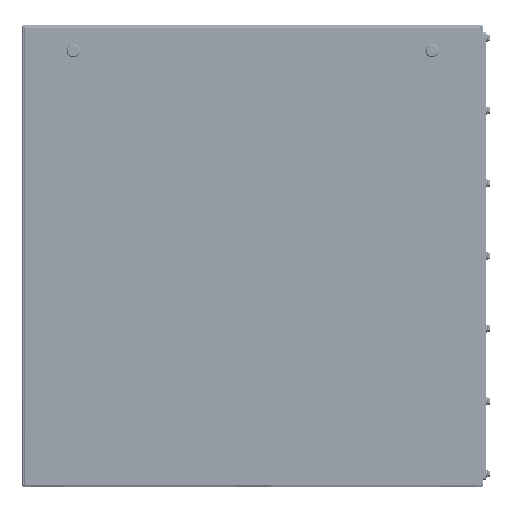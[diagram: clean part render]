
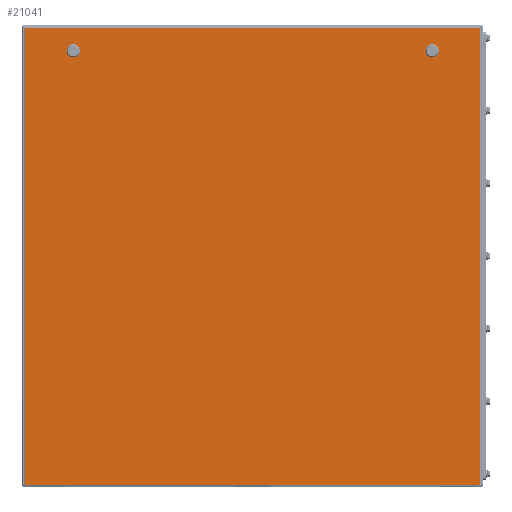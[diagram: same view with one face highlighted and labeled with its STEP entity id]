
A CAD part, top view. The second image highlights one B-rep face of the part: STEP entity #21041.
In plain terms, the highlighted face is planar.
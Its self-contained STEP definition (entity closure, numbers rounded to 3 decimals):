
#829=FACE_BOUND('',#3241,.T.);
#830=FACE_BOUND('',#3242,.T.);
#1516=PLANE('',#22750);
#2042=FACE_OUTER_BOUND('',#3240,.T.);
#3240=EDGE_LOOP('',(#13984,#13985,#13986,#13987));
#3241=EDGE_LOOP('',(#13988,#13989,#13990,#13991,#13992,#13993,#13994,#13995));
#3242=EDGE_LOOP('',(#13996,#13997,#13998,#13999,#14000,#14001,#14002,#14003));
#4559=LINE('',#31095,#6081);
#4563=LINE('',#31107,#6085);
#4567=LINE('',#31119,#6089);
#4571=LINE('',#31129,#6093);
#4575=LINE('',#31143,#6097);
#4579=LINE('',#31155,#6101);
#4583=LINE('',#31167,#6105);
#4587=LINE('',#31177,#6109);
#4637=LINE('',#31295,#6159);
#4643=LINE('',#31377,#6165);
#4658=LINE('',#31477,#6180);
#4673=LINE('',#31576,#6195);
#6081=VECTOR('',#24981,0.394);
#6085=VECTOR('',#24993,0.394);
#6089=VECTOR('',#25005,0.394);
#6093=VECTOR('',#25017,0.394);
#6097=VECTOR('',#25029,0.394);
#6101=VECTOR('',#25041,0.394);
#6105=VECTOR('',#25053,0.394);
#6109=VECTOR('',#25065,0.394);
#6159=VECTOR('',#25161,0.394);
#6165=VECTOR('',#25173,0.394);
#6180=VECTOR('',#25202,0.394);
#6195=VECTOR('',#25231,0.394);
#7601=CIRCLE('',#22674,0.453);
#7603=CIRCLE('',#22678,0.453);
#7605=CIRCLE('',#22682,0.453);
#7607=CIRCLE('',#22686,0.453);
#7609=CIRCLE('',#22690,0.453);
#7611=CIRCLE('',#22694,0.453);
#7613=CIRCLE('',#22698,0.453);
#7615=CIRCLE('',#22702,0.453);
#8672=VERTEX_POINT('',#31086);
#8673=VERTEX_POINT('',#31088);
#8675=VERTEX_POINT('',#31094);
#8677=VERTEX_POINT('',#31100);
#8679=VERTEX_POINT('',#31106);
#8681=VERTEX_POINT('',#31112);
#8683=VERTEX_POINT('',#31118);
#8685=VERTEX_POINT('',#31124);
#8688=VERTEX_POINT('',#31134);
#8689=VERTEX_POINT('',#31136);
#8691=VERTEX_POINT('',#31142);
#8693=VERTEX_POINT('',#31148);
#8695=VERTEX_POINT('',#31154);
#8697=VERTEX_POINT('',#31160);
#8699=VERTEX_POINT('',#31166);
#8701=VERTEX_POINT('',#31172);
#8738=VERTEX_POINT('',#31286);
#8739=VERTEX_POINT('',#31294);
#8744=VERTEX_POINT('',#31369);
#8754=VERTEX_POINT('',#31469);
#10627=EDGE_CURVE('',#8673,#8672,#7601,.T.);
#10630=EDGE_CURVE('',#8675,#8673,#4559,.T.);
#10633=EDGE_CURVE('',#8677,#8675,#7603,.T.);
#10636=EDGE_CURVE('',#8679,#8677,#4563,.T.);
#10639=EDGE_CURVE('',#8681,#8679,#7605,.T.);
#10642=EDGE_CURVE('',#8683,#8681,#4567,.T.);
#10645=EDGE_CURVE('',#8685,#8683,#7607,.T.);
#10648=EDGE_CURVE('',#8672,#8685,#4571,.T.);
#10651=EDGE_CURVE('',#8689,#8688,#7609,.T.);
#10654=EDGE_CURVE('',#8691,#8689,#4575,.T.);
#10657=EDGE_CURVE('',#8693,#8691,#7611,.T.);
#10660=EDGE_CURVE('',#8695,#8693,#4579,.T.);
#10663=EDGE_CURVE('',#8697,#8695,#7613,.T.);
#10666=EDGE_CURVE('',#8699,#8697,#4583,.T.);
#10669=EDGE_CURVE('',#8701,#8699,#7615,.T.);
#10672=EDGE_CURVE('',#8688,#8701,#4587,.T.);
#10727=EDGE_CURVE('',#8739,#8738,#4637,.T.);
#10737=EDGE_CURVE('',#8738,#8744,#4643,.T.);
#10756=EDGE_CURVE('',#8744,#8754,#4658,.T.);
#10775=EDGE_CURVE('',#8754,#8739,#4673,.T.);
#13984=ORIENTED_EDGE('',*,*,#10727,.T.);
#13985=ORIENTED_EDGE('',*,*,#10737,.T.);
#13986=ORIENTED_EDGE('',*,*,#10756,.T.);
#13987=ORIENTED_EDGE('',*,*,#10775,.T.);
#13988=ORIENTED_EDGE('',*,*,#10627,.T.);
#13989=ORIENTED_EDGE('',*,*,#10648,.T.);
#13990=ORIENTED_EDGE('',*,*,#10645,.T.);
#13991=ORIENTED_EDGE('',*,*,#10642,.T.);
#13992=ORIENTED_EDGE('',*,*,#10639,.T.);
#13993=ORIENTED_EDGE('',*,*,#10636,.T.);
#13994=ORIENTED_EDGE('',*,*,#10633,.T.);
#13995=ORIENTED_EDGE('',*,*,#10630,.T.);
#13996=ORIENTED_EDGE('',*,*,#10651,.T.);
#13997=ORIENTED_EDGE('',*,*,#10672,.T.);
#13998=ORIENTED_EDGE('',*,*,#10669,.T.);
#13999=ORIENTED_EDGE('',*,*,#10666,.T.);
#14000=ORIENTED_EDGE('',*,*,#10663,.T.);
#14001=ORIENTED_EDGE('',*,*,#10660,.T.);
#14002=ORIENTED_EDGE('',*,*,#10657,.T.);
#14003=ORIENTED_EDGE('',*,*,#10654,.T.);
#21041=ADVANCED_FACE('',(#2042,#829,#830),#1516,.F.);
#22674=AXIS2_PLACEMENT_3D('',#31089,#24975,#24976);
#22678=AXIS2_PLACEMENT_3D('',#31101,#24987,#24988);
#22682=AXIS2_PLACEMENT_3D('',#31113,#24999,#25000);
#22686=AXIS2_PLACEMENT_3D('',#31125,#25011,#25012);
#22690=AXIS2_PLACEMENT_3D('',#31137,#25023,#25024);
#22694=AXIS2_PLACEMENT_3D('',#31149,#25035,#25036);
#22698=AXIS2_PLACEMENT_3D('',#31161,#25047,#25048);
#22702=AXIS2_PLACEMENT_3D('',#31173,#25059,#25060);
#22750=AXIS2_PLACEMENT_3D('',#31662,#25256,#25257);
#24975=DIRECTION('center_axis',(0.,0.,1.));
#24976=DIRECTION('ref_axis',(-0.469,-0.883,0.));
#24981=DIRECTION('',(0.,1.,0.));
#24987=DIRECTION('center_axis',(0.,0.,1.));
#24988=DIRECTION('ref_axis',(-0.883,0.469,0.));
#24993=DIRECTION('',(1.,0.,0.));
#24999=DIRECTION('center_axis',(0.,0.,1.));
#25000=DIRECTION('ref_axis',(0.469,0.883,0.));
#25005=DIRECTION('',(0.,-1.,0.));
#25011=DIRECTION('center_axis',(0.,0.,1.));
#25012=DIRECTION('ref_axis',(0.883,-0.469,0.));
#25017=DIRECTION('',(-1.,0.,0.));
#25023=DIRECTION('center_axis',(0.,0.,1.));
#25024=DIRECTION('ref_axis',(-0.469,-0.883,0.));
#25029=DIRECTION('',(0.,1.,0.));
#25035=DIRECTION('center_axis',(0.,0.,1.));
#25036=DIRECTION('ref_axis',(-0.883,0.469,0.));
#25041=DIRECTION('',(1.,0.,0.));
#25047=DIRECTION('center_axis',(0.,0.,1.));
#25048=DIRECTION('ref_axis',(0.469,0.883,0.));
#25053=DIRECTION('',(0.,-1.,0.));
#25059=DIRECTION('center_axis',(0.,0.,1.));
#25060=DIRECTION('ref_axis',(0.883,-0.469,0.));
#25065=DIRECTION('',(-1.,0.,0.));
#25161=DIRECTION('',(0.,-1.,0.));
#25173=DIRECTION('',(-1.,0.,0.));
#25202=DIRECTION('',(0.,1.,0.));
#25231=DIRECTION('',(1.,0.,0.));
#25256=DIRECTION('center_axis',(0.,0.,1.));
#25257=DIRECTION('ref_axis',(1.,0.,0.));
#31086=CARTESIAN_POINT('',(2.088,4.275,0.));
#31088=CARTESIAN_POINT('',(2.275,4.088,0.));
#31089=CARTESIAN_POINT('Origin',(1.875,3.875,0.));
#31094=CARTESIAN_POINT('',(2.275,3.662,0.));
#31095=CARTESIAN_POINT('',(2.275,10.981,0.));
#31100=CARTESIAN_POINT('',(2.088,3.475,0.));
#31101=CARTESIAN_POINT('Origin',(1.875,3.875,0.));
#31106=CARTESIAN_POINT('',(1.662,3.475,0.));
#31107=CARTESIAN_POINT('',(10.013,3.475,0.));
#31112=CARTESIAN_POINT('',(1.475,3.662,0.));
#31113=CARTESIAN_POINT('Origin',(1.875,3.875,0.));
#31118=CARTESIAN_POINT('',(1.475,4.088,0.));
#31119=CARTESIAN_POINT('',(1.475,10.769,0.));
#31124=CARTESIAN_POINT('',(1.662,4.275,0.));
#31125=CARTESIAN_POINT('Origin',(1.875,3.875,0.));
#31129=CARTESIAN_POINT('',(9.8,4.275,0.));
#31134=CARTESIAN_POINT('',(2.088,32.275,0.));
#31136=CARTESIAN_POINT('',(2.275,32.088,0.));
#31137=CARTESIAN_POINT('Origin',(1.875,31.875,0.));
#31142=CARTESIAN_POINT('',(2.275,31.662,0.));
#31143=CARTESIAN_POINT('',(2.275,24.981,0.));
#31148=CARTESIAN_POINT('',(2.088,31.475,0.));
#31149=CARTESIAN_POINT('Origin',(1.875,31.875,0.));
#31154=CARTESIAN_POINT('',(1.662,31.475,0.));
#31155=CARTESIAN_POINT('',(10.013,31.475,0.));
#31160=CARTESIAN_POINT('',(1.475,31.662,0.));
#31161=CARTESIAN_POINT('Origin',(1.875,31.875,0.));
#31166=CARTESIAN_POINT('',(1.475,32.088,0.));
#31167=CARTESIAN_POINT('',(1.475,24.769,0.));
#31172=CARTESIAN_POINT('',(1.662,32.275,0.));
#31173=CARTESIAN_POINT('Origin',(1.875,31.875,0.));
#31177=CARTESIAN_POINT('',(9.8,32.275,0.));
#31286=CARTESIAN_POINT('',(35.754,0.121,0.));
#31294=CARTESIAN_POINT('',(35.754,35.629,0.));
#31295=CARTESIAN_POINT('',(35.754,26.752,0.));
#31369=CARTESIAN_POINT('',(0.121,0.121,0.));
#31377=CARTESIAN_POINT('',(26.846,0.121,0.));
#31469=CARTESIAN_POINT('',(0.121,35.629,0.));
#31477=CARTESIAN_POINT('',(0.121,8.998,0.));
#31576=CARTESIAN_POINT('',(9.029,35.629,0.));
#31662=CARTESIAN_POINT('Origin',(17.938,17.875,0.));
